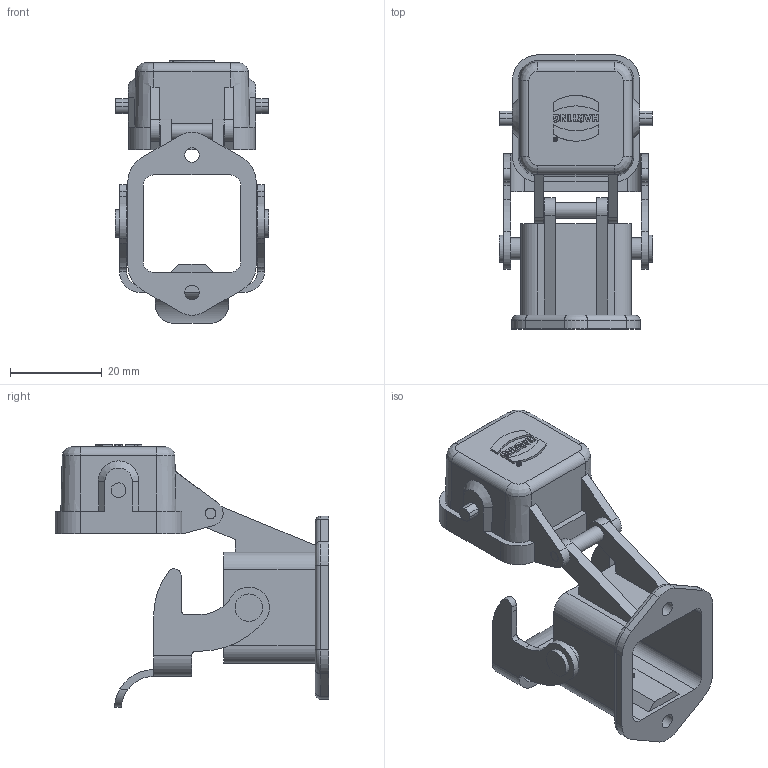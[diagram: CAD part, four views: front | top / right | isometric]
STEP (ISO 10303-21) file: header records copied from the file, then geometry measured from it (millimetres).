
FILE_DESCRIPTION(/* description */ (''),/* implementation_level */ '2;1');
FILE_NAME(/* name */ '100208839ugm000_c.stp',/* time_stamp */ '2019-03-25T16:38:11+01:00',/* author */ (''),/* organization */ (''),/* preprocessor_version */ 'ST-DEVELOPER v16.7',/* originating_system */ 'SIEMENS PLM Software NX 12.0',/* authorisation */ '');
FILE_SCHEMA (('AUTOMOTIVE_DESIGN { 1 0 10303 214 3 1 1 1 }'));
Length unit declared in the file: millimetre
Products named in the file (1): 100208839ugm000_c
Bounding box: 33.6 x 59.82 x 57.36 mm (x, y, z)
Volume: 9978.3 mm3; surface area: 13466 mm2
Topology: 3 solids, 3 shells, 466 faces, 1270 edges, 837 vertices
Faces by surface type: plane 344, cylinder 88, bspline 18, cone 16
Full cylindrical faces by diameter (mm): 0.753 x1, 0.986 x1, 2.3 x4, 3.05 x1, 3.2 x2, 3.5 x1, 4.8 x4, 5.8 x1, 6 x2
Entity records: 16613 total; most frequent: CARTESIAN_POINT 3006, ORIENTED_EDGE 2488, DIRECTION 2317, EDGE_CURVE 1244, LINE 1005, VECTOR 1005, VERTEX_POINT 829, AXIS2_PLACEMENT_3D 656
